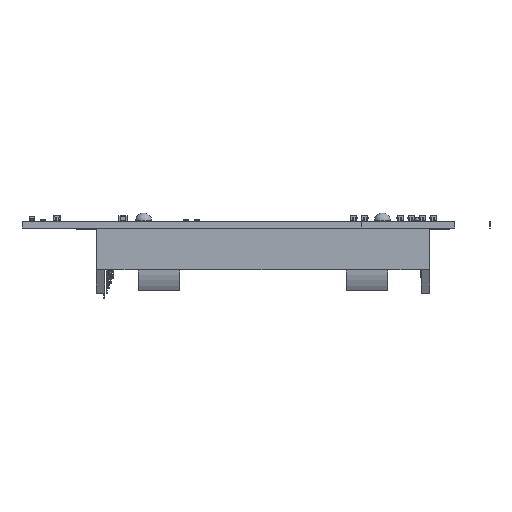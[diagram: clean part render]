
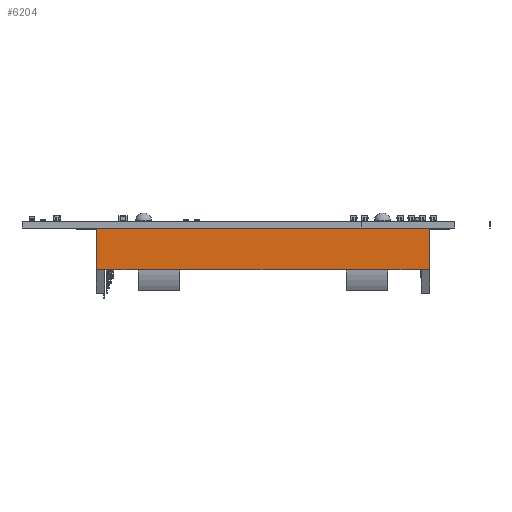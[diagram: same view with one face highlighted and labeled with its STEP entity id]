
A CAD part, left-side view. The second image highlights one B-rep face of the part: STEP entity #6204.
In plain terms, the highlighted face is planar.
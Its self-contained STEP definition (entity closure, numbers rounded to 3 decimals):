
#5544 = EDGE_CURVE('',#5545,#5547,#5549,.T.);
#5545 = VERTEX_POINT('',#5546);
#5546 = CARTESIAN_POINT('',(38.525,-10.325,0.1));
#5547 = VERTEX_POINT('',#5548);
#5548 = CARTESIAN_POINT('',(38.525,-10.325,9.6));
#5549 = LINE('',#5550,#5551);
#5550 = CARTESIAN_POINT('',(38.525,-10.325,0.1));
#5551 = VECTOR('',#5552,1.);
#5552 = DIRECTION('',(0.,0.,1.));
#5724 = VERTEX_POINT('',#5725);
#5725 = CARTESIAN_POINT('',(-38.525,-10.325,0.1));
#5731 = EDGE_CURVE('',#5724,#5732,#5734,.T.);
#5732 = VERTEX_POINT('',#5733);
#5733 = CARTESIAN_POINT('',(-38.525,-10.325,9.6));
#5734 = LINE('',#5735,#5736);
#5735 = CARTESIAN_POINT('',(-38.525,-10.325,0.1));
#5736 = VECTOR('',#5737,1.);
#5737 = DIRECTION('',(0.,0.,1.));
#5859 = EDGE_CURVE('',#5724,#5545,#5860,.T.);
#5860 = LINE('',#5861,#5862);
#5861 = CARTESIAN_POINT('',(-38.525,-10.325,0.1));
#5862 = VECTOR('',#5863,1.);
#5863 = DIRECTION('',(1.,0.,0.));
#6008 = EDGE_CURVE('',#5732,#6009,#6011,.T.);
#6009 = VERTEX_POINT('',#6010);
#6010 = CARTESIAN_POINT('',(-28.82,-10.325,9.6));
#6011 = LINE('',#6012,#6013);
#6012 = CARTESIAN_POINT('',(-38.525,-10.325,9.6));
#6013 = VECTOR('',#6014,1.);
#6014 = DIRECTION('',(1.,0.,0.));
#6033 = VERTEX_POINT('',#6034);
#6034 = CARTESIAN_POINT('',(-19.263,-10.325,9.6));
#6040 = EDGE_CURVE('',#6033,#6041,#6043,.T.);
#6041 = VERTEX_POINT('',#6042);
#6042 = CARTESIAN_POINT('',(19.263,-10.325,9.6));
#6043 = LINE('',#6044,#6045);
#6044 = CARTESIAN_POINT('',(-38.525,-10.325,9.6));
#6045 = VECTOR('',#6046,1.);
#6046 = DIRECTION('',(1.,0.,0.));
#6065 = VERTEX_POINT('',#6066);
#6066 = CARTESIAN_POINT('',(28.82,-10.325,9.6));
#6072 = EDGE_CURVE('',#6065,#5547,#6073,.T.);
#6073 = LINE('',#6074,#6075);
#6074 = CARTESIAN_POINT('',(-38.525,-10.325,9.6));
#6075 = VECTOR('',#6076,1.);
#6076 = DIRECTION('',(1.,0.,0.));
#6204 = ADVANCED_FACE('',(#6205),#6225,.F.);
#6205 = FACE_BOUND('',#6206,.F.);
#6206 = EDGE_LOOP('',(#6207,#6208,#6209,#6210,#6216,#6217,#6223,#6224));
#6207 = ORIENTED_EDGE('',*,*,#5859,.F.);
#6208 = ORIENTED_EDGE('',*,*,#5731,.T.);
#6209 = ORIENTED_EDGE('',*,*,#6008,.T.);
#6210 = ORIENTED_EDGE('',*,*,#6211,.T.);
#6211 = EDGE_CURVE('',#6009,#6033,#6212,.T.);
#6212 = LINE('',#6213,#6214);
#6213 = CARTESIAN_POINT('',(-38.525,-10.325,9.6));
#6214 = VECTOR('',#6215,1.);
#6215 = DIRECTION('',(1.,0.,0.));
#6216 = ORIENTED_EDGE('',*,*,#6040,.T.);
#6217 = ORIENTED_EDGE('',*,*,#6218,.T.);
#6218 = EDGE_CURVE('',#6041,#6065,#6219,.T.);
#6219 = LINE('',#6220,#6221);
#6220 = CARTESIAN_POINT('',(-38.525,-10.325,9.6));
#6221 = VECTOR('',#6222,1.);
#6222 = DIRECTION('',(1.,0.,0.));
#6223 = ORIENTED_EDGE('',*,*,#6072,.T.);
#6224 = ORIENTED_EDGE('',*,*,#5544,.F.);
#6225 = PLANE('',#6226);
#6226 = AXIS2_PLACEMENT_3D('',#6227,#6228,#6229);
#6227 = CARTESIAN_POINT('',(-38.525,-10.325,0.1));
#6228 = DIRECTION('',(0.,1.,0.));
#6229 = DIRECTION('',(1.,0.,0.));
